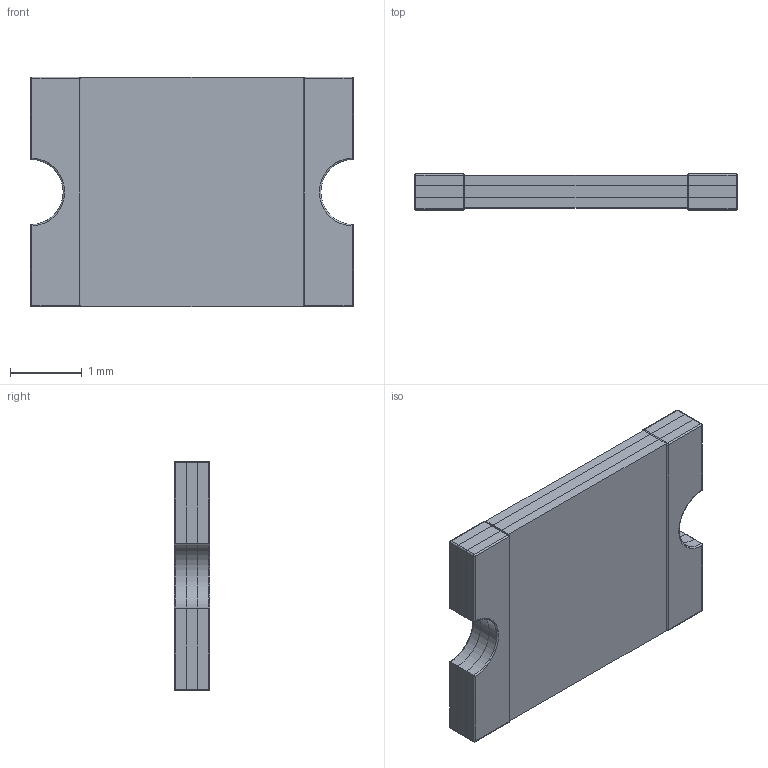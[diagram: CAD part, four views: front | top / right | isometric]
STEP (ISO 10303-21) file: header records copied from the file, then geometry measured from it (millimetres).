
FILE_DESCRIPTION (( 'STEP AP214' ), '1' );
FILE_NAME ('User Library-0ZCG-0.90mm.STEP', '2020-06-15T22:17:27', ( '' ), ( '' ), 'SwSTEP 2.0', 'SolidWorks 2019', '' );
FILE_SCHEMA (( 'AUTOMOTIVE_DESIGN' ));
Length unit declared in the file: millimetre
Products named in the file (1): User Library-0ZCG-0.90mm
Bounding box: 4.5 x 0.5 x 3.2 mm (x, y, z)
Surface area: 71.6 mm2
Topology: 4 solids, 4 shells, 316 faces, 815 edges, 514 vertices
Faces by surface type: plane 155, bspline 105, cylinder 36, sphere 16, torus 4
Entity records: 17992 total; most frequent: CARTESIAN_POINT 7575, ORIENTED_EDGE 1598, DIRECTION 1073, EDGE_CURVE 799, VERTEX_POINT 514, LINE 513, VECTOR 513, EDGE_LOOP 339
